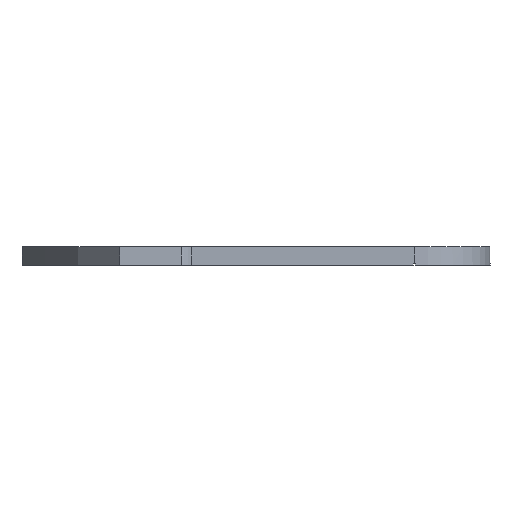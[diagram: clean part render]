
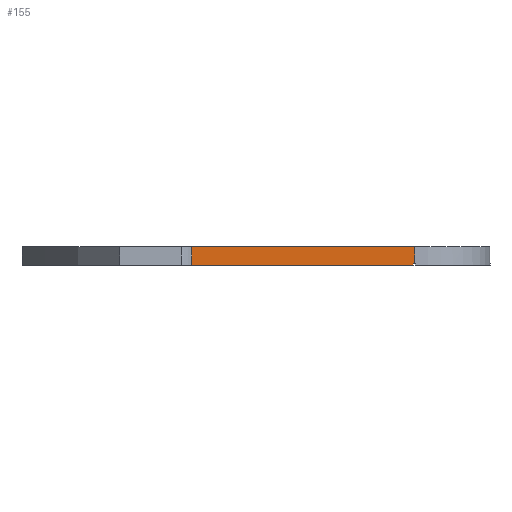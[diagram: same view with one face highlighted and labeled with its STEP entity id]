
A CAD part, left-side view. The second image highlights one B-rep face of the part: STEP entity #155.
In plain terms, the highlighted planar face has unit normal (-1, 0, 0).
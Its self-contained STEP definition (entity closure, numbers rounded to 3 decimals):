
#63 = LINE ( 'NONE', #4404, #3379 ) ;
#155 = ADVANCED_FACE ( 'NONE', ( #804 ), #1166, .F. ) ;
#178 = ORIENTED_EDGE ( 'NONE', *, *, #273, .F. ) ;
#235 = VERTEX_POINT ( 'NONE', #2268 ) ;
#263 = DIRECTION ( 'NONE',  ( 0., 1., 0. ) ) ;
#273 = EDGE_CURVE ( 'NONE', #1631, #2236, #2608, .T. ) ;
#290 = CARTESIAN_POINT ( 'NONE',  ( -11.43, -0.051, 1.27 ) ) ;
#296 = VECTOR ( 'NONE', #4205, 1000. ) ;
#633 = CARTESIAN_POINT ( 'NONE',  ( -11.43, 15.037, 1.27 ) ) ;
#669 = DIRECTION ( 'NONE',  ( 1., 0., 0. ) ) ;
#753 = CARTESIAN_POINT ( 'NONE',  ( -11.43, 15.037, 1.27 ) ) ;
#804 = FACE_OUTER_BOUND ( 'NONE', #3916, .T. ) ;
#807 = VECTOR ( 'NONE', #263, 1000. ) ;
#934 = AXIS2_PLACEMENT_3D ( 'NONE', #2288, #669, #3330 ) ;
#1054 = EDGE_CURVE ( 'NONE', #1631, #235, #4642, .T. ) ;
#1110 = VECTOR ( 'NONE', #1142, 1000. ) ;
#1142 = DIRECTION ( 'NONE',  ( 0., 0., -1. ) ) ;
#1166 = PLANE ( 'NONE',  #934 ) ;
#1248 = EDGE_CURVE ( 'NONE', #235, #4551, #1278, .T. ) ;
#1278 = LINE ( 'NONE', #4625, #296 ) ;
#1337 = LINE ( 'NONE', #2571, #807 ) ;
#1344 = VECTOR ( 'NONE', #4859, 1000. ) ;
#1429 = ORIENTED_EDGE ( 'NONE', *, *, #2732, .F. ) ;
#1631 = VERTEX_POINT ( 'NONE', #3986 ) ;
#1833 = EDGE_CURVE ( 'NONE', #2236, #4456, #2527, .T. ) ;
#2236 = VERTEX_POINT ( 'NONE', #290 ) ;
#2268 = CARTESIAN_POINT ( 'NONE',  ( -11.43, 15.037, 0. ) ) ;
#2288 = CARTESIAN_POINT ( 'NONE',  ( -11.43, 15.037, 1.27 ) ) ;
#2448 = CARTESIAN_POINT ( 'NONE',  ( -11.43, 0.052, 0. ) ) ;
#2527 = LINE ( 'NONE', #2668, #1110 ) ;
#2571 = CARTESIAN_POINT ( 'NONE',  ( -11.43, 0.052, 0.13 ) ) ;
#2605 = VECTOR ( 'NONE', #2626, 1000. ) ;
#2608 = LINE ( 'NONE', #753, #2605 ) ;
#2626 = DIRECTION ( 'NONE',  ( 0., -1., 0. ) ) ;
#2668 = CARTESIAN_POINT ( 'NONE',  ( -11.43, -0.051, 1.27 ) ) ;
#2732 = EDGE_CURVE ( 'NONE', #3831, #4551, #63, .T. ) ;
#2818 = ORIENTED_EDGE ( 'NONE', *, *, #1248, .T. ) ;
#3330 = DIRECTION ( 'NONE',  ( 0., 0., -1. ) ) ;
#3379 = VECTOR ( 'NONE', #3591, 1000. ) ;
#3559 = CARTESIAN_POINT ( 'NONE',  ( -11.43, 0.052, 0.13 ) ) ;
#3591 = DIRECTION ( 'NONE',  ( 0., 0., -1. ) ) ;
#3645 = ORIENTED_EDGE ( 'NONE', *, *, #1833, .F. ) ;
#3813 = ORIENTED_EDGE ( 'NONE', *, *, #1054, .T. ) ;
#3831 = VERTEX_POINT ( 'NONE', #3559 ) ;
#3916 = EDGE_LOOP ( 'NONE', ( #2818, #1429, #4659, #3645, #178, #3813 ) ) ;
#3986 = CARTESIAN_POINT ( 'NONE',  ( -11.43, 15.037, 1.27 ) ) ;
#4006 = CARTESIAN_POINT ( 'NONE',  ( -11.43, -0.051, 0.13 ) ) ;
#4205 = DIRECTION ( 'NONE',  ( 0., -1., 0. ) ) ;
#4304 = EDGE_CURVE ( 'NONE', #4456, #3831, #1337, .T. ) ;
#4404 = CARTESIAN_POINT ( 'NONE',  ( -11.43, 0.052, 0.13 ) ) ;
#4456 = VERTEX_POINT ( 'NONE', #4006 ) ;
#4551 = VERTEX_POINT ( 'NONE', #2448 ) ;
#4625 = CARTESIAN_POINT ( 'NONE',  ( -11.43, 15.037, 0. ) ) ;
#4642 = LINE ( 'NONE', #633, #1344 ) ;
#4659 = ORIENTED_EDGE ( 'NONE', *, *, #4304, .F. ) ;
#4859 = DIRECTION ( 'NONE',  ( 0., 0., -1. ) ) ;
